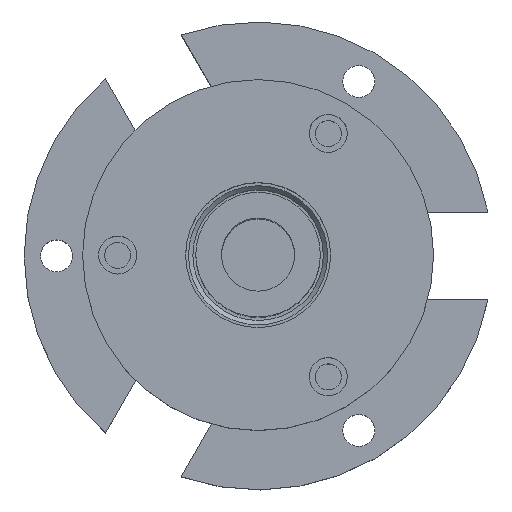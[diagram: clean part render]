
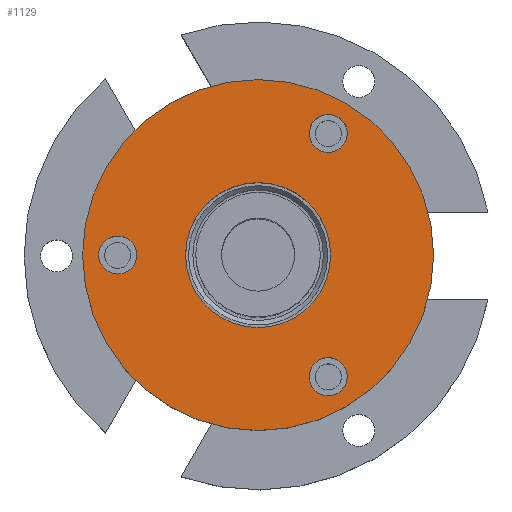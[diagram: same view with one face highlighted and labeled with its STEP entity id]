
A CAD part, top view. The second image highlights one B-rep face of the part: STEP entity #1129.
In plain terms, the highlighted planar face has unit normal (0, 0, 1).
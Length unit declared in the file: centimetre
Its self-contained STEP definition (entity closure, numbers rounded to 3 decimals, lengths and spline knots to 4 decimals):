
#166=PLANE('',#1279);
#236=FACE_BOUND('',#449,.T.);
#237=FACE_BOUND('',#450,.T.);
#238=FACE_BOUND('',#451,.T.);
#239=FACE_BOUND('',#452,.T.);
#309=FACE_OUTER_BOUND('',#448,.T.);
#448=EDGE_LOOP('',(#1016));
#449=EDGE_LOOP('',(#1017));
#450=EDGE_LOOP('',(#1018));
#451=EDGE_LOOP('',(#1019));
#452=EDGE_LOOP('',(#1020));
#512=CIRCLE('',#1253,0.165);
#514=CIRCLE('',#1256,0.165);
#516=CIRCLE('',#1259,0.165);
#525=CIRCLE('',#1276,0.6299);
#526=CIRCLE('',#1278,1.524);
#618=VERTEX_POINT('',#2429);
#620=VERTEX_POINT('',#2434);
#622=VERTEX_POINT('',#2439);
#631=VERTEX_POINT('',#2465);
#632=VERTEX_POINT('',#2468);
#748=EDGE_CURVE('',#618,#618,#512,.T.);
#750=EDGE_CURVE('',#620,#620,#514,.T.);
#752=EDGE_CURVE('',#622,#622,#516,.T.);
#761=EDGE_CURVE('',#631,#631,#525,.T.);
#762=EDGE_CURVE('',#632,#632,#526,.T.);
#1016=ORIENTED_EDGE('',*,*,#762,.T.);
#1017=ORIENTED_EDGE('',*,*,#748,.T.);
#1018=ORIENTED_EDGE('',*,*,#750,.T.);
#1019=ORIENTED_EDGE('',*,*,#752,.T.);
#1020=ORIENTED_EDGE('',*,*,#761,.T.);
#1129=ADVANCED_FACE('',(#309,#236,#237,#238,#239),#166,.T.);
#1253=AXIS2_PLACEMENT_3D('',#2430,#1556,#1557);
#1256=AXIS2_PLACEMENT_3D('',#2435,#1562,#1563);
#1259=AXIS2_PLACEMENT_3D('',#2440,#1568,#1569);
#1276=AXIS2_PLACEMENT_3D('',#2466,#1602,#1603);
#1278=AXIS2_PLACEMENT_3D('',#2469,#1606,#1607);
#1279=AXIS2_PLACEMENT_3D('',#2470,#1608,#1609);
#1556=DIRECTION('center_axis',(0.,0.,-1.));
#1557=DIRECTION('ref_axis',(-0.5,-0.866,0.));
#1562=DIRECTION('center_axis',(0.,0.,-1.));
#1563=DIRECTION('ref_axis',(-0.5,0.866,0.));
#1568=DIRECTION('center_axis',(0.,0.,-1.));
#1569=DIRECTION('ref_axis',(1.,0.,0.));
#1602=DIRECTION('center_axis',(0.,0.,-1.));
#1603=DIRECTION('ref_axis',(1.,0.,0.));
#1606=DIRECTION('center_axis',(0.,0.,1.));
#1607=DIRECTION('ref_axis',(1.,0.,0.));
#1608=DIRECTION('center_axis',(0.,0.,1.));
#1609=DIRECTION('ref_axis',(1.,0.,0.));
#2429=CARTESIAN_POINT('',(0.6923,1.1991,4.9682));
#2430=CARTESIAN_POINT('Origin',(0.6098,1.0562,4.9682));
#2434=CARTESIAN_POINT('',(0.6923,-1.1991,4.9682));
#2435=CARTESIAN_POINT('Origin',(0.6098,-1.0562,4.9682));
#2439=CARTESIAN_POINT('',(-1.3846,0.,4.9682));
#2440=CARTESIAN_POINT('Origin',(-1.2196,0.,
4.9682));
#2465=CARTESIAN_POINT('',(-0.6299,0.,4.9682));
#2466=CARTESIAN_POINT('Origin',(0.,0.,4.9682));
#2468=CARTESIAN_POINT('',(-1.524,0.,4.9682));
#2469=CARTESIAN_POINT('Origin',(0.,0.,4.9682));
#2470=CARTESIAN_POINT('Origin',(0.,0.,4.9682));
